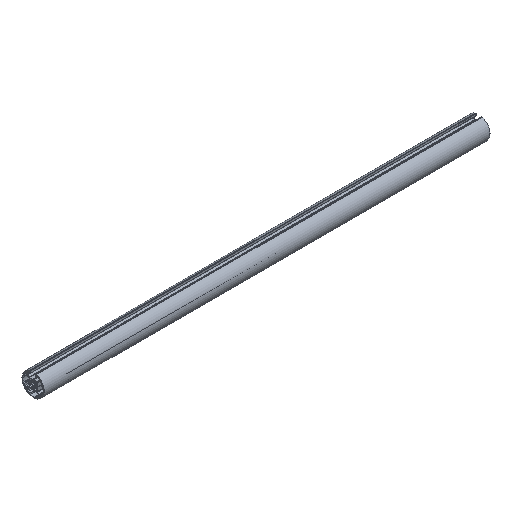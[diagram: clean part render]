
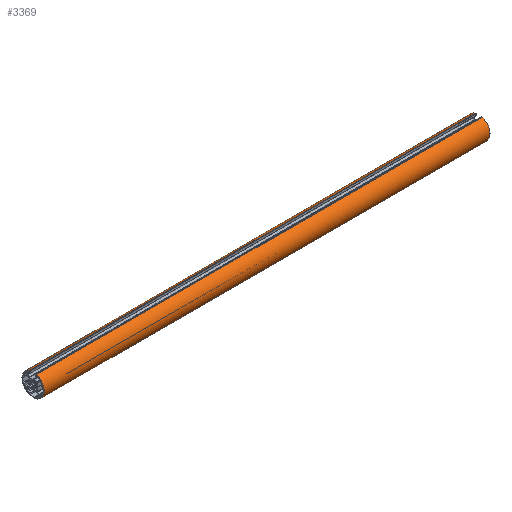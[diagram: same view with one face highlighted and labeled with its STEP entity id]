
A CAD part, isometric view. The second image highlights one B-rep face of the part: STEP entity #3369.
In plain terms, the highlighted cylindrical face has radius 20 mm (diameter 40 mm), a partial arc.
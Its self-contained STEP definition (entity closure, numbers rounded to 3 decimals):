
#102=CYLINDRICAL_SURFACE('',#3720,20.);
#274=FACE_OUTER_BOUND('',#448,.T.);
#448=EDGE_LOOP('',(#2919,#2920,#2921,#2922));
#766=LINE('',#5734,#1084);
#767=LINE('',#5738,#1085);
#1084=VECTOR('',#4713,1.);
#1085=VECTOR('',#4718,1.);
#1113=CIRCLE('',#3397,20.);
#1280=CIRCLE('',#3721,20.);
#1287=VERTEX_POINT('',#4774);
#1313=VERTEX_POINT('',#4825);
#1611=VERTEX_POINT('',#5733);
#1612=VERTEX_POINT('',#5737);
#1649=EDGE_CURVE('',#1313,#1287,#1113,.T.);
#2102=EDGE_CURVE('',#1611,#1287,#766,.T.);
#2104=EDGE_CURVE('',#1612,#1313,#767,.T.);
#2105=EDGE_CURVE('',#1612,#1611,#1280,.T.);
#2919=ORIENTED_EDGE('',*,*,#2104,.F.);
#2920=ORIENTED_EDGE('',*,*,#2105,.T.);
#2921=ORIENTED_EDGE('',*,*,#2102,.T.);
#2922=ORIENTED_EDGE('',*,*,#1649,.F.);
#3369=ADVANCED_FACE('',(#274),#102,.T.);
#3397=AXIS2_PLACEMENT_3D('',#4827,#3782,#3783);
#3720=AXIS2_PLACEMENT_3D('',#5736,#4716,#4717);
#3721=AXIS2_PLACEMENT_3D('',#5739,#4719,#4720);
#3782=DIRECTION('center_axis',(1.,0.,0.));
#3783=DIRECTION('ref_axis',(0.,-0.315,0.949));
#4713=DIRECTION('',(1.,0.,0.));
#4716=DIRECTION('center_axis',(1.,0.,0.));
#4717=DIRECTION('ref_axis',(0.,0.,
-1.));
#4718=DIRECTION('',(1.,0.,0.));
#4719=DIRECTION('center_axis',(1.,0.,0.));
#4720=DIRECTION('ref_axis',(0.,-0.315,0.949));
#4774=CARTESIAN_POINT('',(800.,6.291,18.985));
#4825=CARTESIAN_POINT('',(800.,-6.291,18.985));
#4827=CARTESIAN_POINT('Origin',(800.,0.,0.));
#5733=CARTESIAN_POINT('',(0.,6.291,18.985));
#5734=CARTESIAN_POINT('',(0.,6.291,18.985));
#5736=CARTESIAN_POINT('Origin',(0.,0.,0.));
#5737=CARTESIAN_POINT('',(0.,-6.291,18.985));
#5738=CARTESIAN_POINT('',(0.,-6.291,18.985));
#5739=CARTESIAN_POINT('Origin',(0.,0.,0.));
